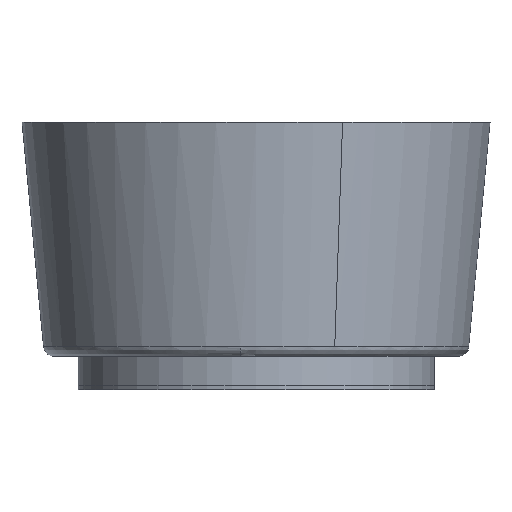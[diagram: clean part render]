
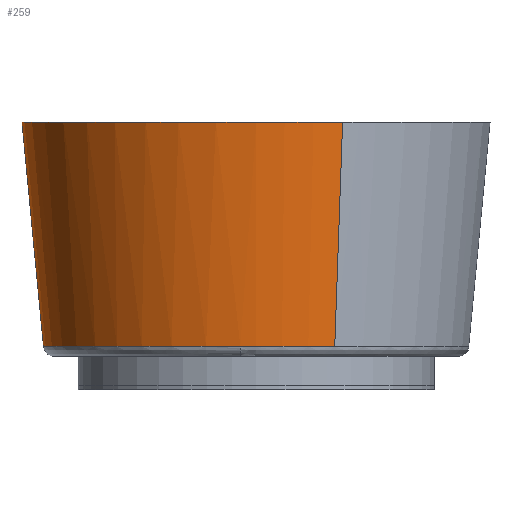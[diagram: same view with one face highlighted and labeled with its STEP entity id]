
A CAD part, left-side view. The second image highlights one B-rep face of the part: STEP entity #259.
In plain terms, the highlighted free-form (B-spline) face has degree [2, 1] with [9, 2] control points.
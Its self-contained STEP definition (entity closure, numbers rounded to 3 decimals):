
#58=CARTESIAN_POINT('',(0.824,-10.468,12.));
#59=VERTEX_POINT('',#58);
#60=CARTESIAN_POINT('',(-9.764,-3.863,12.));
#61=VERTEX_POINT('',#60);
#77=CARTESIAN_POINT('',(-8.874,-3.511,1.953));
#78=VERTEX_POINT('',#77);
#79=CARTESIAN_POINT('',(-8.874,-3.511,1.953));
#80=CARTESIAN_POINT('',(-9.764,-3.863,12.));
#81=QUASI_UNIFORM_CURVE('',1,(#79,#80),.UNSPECIFIED.,.F.,.U.);
#82=EDGE_CURVE('',#78,#61,#81,.T.);
#84=CARTESIAN_POINT('',(0.749,-9.514,1.953));
#85=VERTEX_POINT('',#84);
#101=CARTESIAN_POINT('',(0.749,-9.514,1.953));
#102=CARTESIAN_POINT('',(0.824,-10.468,12.));
#103=QUASI_UNIFORM_CURVE('',1,(#101,#102),.UNSPECIFIED.,.F.,.U.);
#104=EDGE_CURVE('',#85,#59,#103,.T.);
#109=CARTESIAN_POINT('',(0.747,-9.49,1.701));
#110=CARTESIAN_POINT('',(10.237,-8.743,1.701));
#111=CARTESIAN_POINT('',(9.49,0.747,1.701));
#112=CARTESIAN_POINT('',(8.743,10.237,1.701));
#113=CARTESIAN_POINT('',(-0.747,9.49,1.701));
#114=CARTESIAN_POINT('',(-10.237,8.743,1.701));
#115=CARTESIAN_POINT('',(-9.49,-0.747,1.701));
#116=CARTESIAN_POINT('',(-9.378,-2.172,1.701));
#117=CARTESIAN_POINT('',(-8.852,-3.502,1.701));
#118=CARTESIAN_POINT('',(0.826,-10.492,12.257));
#119=CARTESIAN_POINT('',(11.318,-9.666,12.257));
#120=CARTESIAN_POINT('',(10.492,0.826,12.257));
#121=CARTESIAN_POINT('',(9.666,11.318,12.257));
#122=CARTESIAN_POINT('',(-0.826,10.492,12.257));
#123=CARTESIAN_POINT('',(-11.318,9.666,12.257));
#124=CARTESIAN_POINT('',(-10.492,-0.826,12.257));
#125=CARTESIAN_POINT('',(-10.368,-2.402,12.257));
#126=CARTESIAN_POINT('',(-9.786,-3.872,12.257));
#134=(BOUNDED_SURFACE()B_SPLINE_SURFACE(2,1,((#109,#118),(#110,#119),(#111,#120),(#112,#121),(#113,#122),(#114,#123),(#115,#124),(#116,#125),(#117,#126)),.UNSPECIFIED.,.F.,.F.,.U.)B_SPLINE_SURFACE_WITH_KNOTS((3,2,2,2,3),(2,2),(0.0,17.438,34.875,52.313,55.8),(0.0,10.604),.UNSPECIFIED.)GEOMETRIC_REPRESENTATION_ITEM()RATIONAL_B_SPLINE_SURFACE(((1.0,1.0),(0.707,0.707),(1.0,1.0),(0.707,0.707),(1.0,1.0),(0.707,0.707),(1.0,1.0),(0.941,0.941),(0.906,0.906)))REPRESENTATION_ITEM('')SURFACE());
#135=CARTESIAN_POINT('',(-10.5,0.0,12.0));
#136=VERTEX_POINT('',#135);
#137=CARTESIAN_POINT('',(-9.764,-3.863,12.));
#138=CARTESIAN_POINT('',(-10.5,-2.002,12.));
#139=CARTESIAN_POINT('',(-10.5,0.0,12.0));
#147=(BOUNDED_CURVE()B_SPLINE_CURVE(2,(#137,#138,#139),.UNSPECIFIED.,.F.,.U.)B_SPLINE_CURVE_WITH_KNOTS((3,3),(0.938,1.0),.UNSPECIFIED.)CURVE()GEOMETRIC_REPRESENTATION_ITEM()RATIONAL_B_SPLINE_CURVE((0.89,0.927,1.0))REPRESENTATION_ITEM(''));
#148=EDGE_CURVE('',#61,#136,#147,.T.);
#149=ORIENTED_EDGE('',*,*,#148,.T.);
#150=CARTESIAN_POINT('',(10.5,0.0,12.0));
#151=VERTEX_POINT('',#150);
#152=CARTESIAN_POINT('',(-10.5,0.0,12.0));
#153=CARTESIAN_POINT('',(-10.5,10.5,12.0));
#154=CARTESIAN_POINT('',(0.0,10.5,12.0));
#155=CARTESIAN_POINT('',(10.5,10.5,12.0));
#156=CARTESIAN_POINT('',(10.5,0.0,12.0));
#164=(BOUNDED_CURVE()B_SPLINE_CURVE(2,(#152,#153,#154,#155,#156),.UNSPECIFIED.,.F.,.U.)B_SPLINE_CURVE_WITH_KNOTS((3,2,3),(0.0,0.25,0.5),.UNSPECIFIED.)CURVE()GEOMETRIC_REPRESENTATION_ITEM()RATIONAL_B_SPLINE_CURVE((1.0,0.707,1.0,0.707,1.0))REPRESENTATION_ITEM(''));
#165=EDGE_CURVE('',#136,#151,#164,.T.);
#166=ORIENTED_EDGE('',*,*,#165,.T.);
#167=CARTESIAN_POINT('',(10.5,0.0,12.0));
#168=CARTESIAN_POINT('',(10.5,-9.706,12.));
#169=CARTESIAN_POINT('',(0.824,-10.468,12.));
#177=(BOUNDED_CURVE()B_SPLINE_CURVE(2,(#167,#168,#169),.UNSPECIFIED.,.F.,.U.)B_SPLINE_CURVE_WITH_KNOTS((3,3),(0.5,0.736),.UNSPECIFIED.)CURVE()GEOMETRIC_REPRESENTATION_ITEM()RATIONAL_B_SPLINE_CURVE((1.0,0.723,0.97))REPRESENTATION_ITEM(''));
#178=EDGE_CURVE('',#151,#59,#177,.T.);
#179=ORIENTED_EDGE('',*,*,#178,.T.);
#180=ORIENTED_EDGE('',*,*,#104,.F.);
#181=CARTESIAN_POINT('',(9.543,0.0,1.953));
#182=VERTEX_POINT('',#181);
#183=CARTESIAN_POINT('',(9.543,0.0,1.953));
#184=CARTESIAN_POINT('',(9.543,-8.822,1.953));
#185=CARTESIAN_POINT('',(0.749,-9.514,1.953));
#193=(BOUNDED_CURVE()B_SPLINE_CURVE(2,(#183,#184,#185),.UNSPECIFIED.,.F.,.U.)B_SPLINE_CURVE_WITH_KNOTS((3,3),(0.5,0.736),.UNSPECIFIED.)CURVE()GEOMETRIC_REPRESENTATION_ITEM()RATIONAL_B_SPLINE_CURVE((1.0,0.723,0.97))REPRESENTATION_ITEM(''));
#194=EDGE_CURVE('',#182,#85,#193,.T.);
#195=ORIENTED_EDGE('',*,*,#194,.F.);
#196=CARTESIAN_POINT('',(0.719,9.516,1.953));
#197=VERTEX_POINT('',#196);
#198=CARTESIAN_POINT('',(0.719,9.516,1.953));
#199=CARTESIAN_POINT('',(9.543,8.849,1.953));
#200=CARTESIAN_POINT('',(9.543,0.0,1.953));
#208=(BOUNDED_CURVE()B_SPLINE_CURVE(2,(#198,#199,#200),.UNSPECIFIED.,.F.,.U.)B_SPLINE_CURVE_WITH_KNOTS((3,3),(0.263,0.5),.UNSPECIFIED.)CURVE()GEOMETRIC_REPRESENTATION_ITEM()RATIONAL_B_SPLINE_CURVE((0.971,0.722,1.0))REPRESENTATION_ITEM(''));
#209=EDGE_CURVE('',#197,#182,#208,.T.);
#210=ORIENTED_EDGE('',*,*,#209,.F.);
#211=CARTESIAN_POINT('',(-9.516,0.719,1.953));
#212=VERTEX_POINT('',#211);
#213=CARTESIAN_POINT('',(-9.516,0.719,1.953));
#214=CARTESIAN_POINT('',(-8.849,9.543,1.953));
#215=CARTESIAN_POINT('',(0.0,9.543,1.953));
#216=CARTESIAN_POINT('',(0.36,9.543,1.953));
#217=CARTESIAN_POINT('',(0.719,9.516,1.953));
#225=(BOUNDED_CURVE()B_SPLINE_CURVE(2,(#213,#214,#215,#216,#217),.UNSPECIFIED.,.F.,.U.)B_SPLINE_CURVE_WITH_KNOTS((3,2,3),(0.013,0.25,0.263),.UNSPECIFIED.)CURVE()GEOMETRIC_REPRESENTATION_ITEM()RATIONAL_B_SPLINE_CURVE((0.971,0.722,1.0,0.985,0.971))REPRESENTATION_ITEM(''));
#226=EDGE_CURVE('',#212,#197,#225,.T.);
#227=ORIENTED_EDGE('',*,*,#226,.F.);
#228=CARTESIAN_POINT('',(-9.543,0.0,1.953));
#229=VERTEX_POINT('',#228);
#230=CARTESIAN_POINT('',(-9.543,0.0,1.953));
#231=CARTESIAN_POINT('',(-9.543,0.36,1.953));
#232=CARTESIAN_POINT('',(-9.516,0.719,1.953));
#240=(BOUNDED_CURVE()B_SPLINE_CURVE(2,(#230,#231,#232),.UNSPECIFIED.,.F.,.U.)B_SPLINE_CURVE_WITH_KNOTS((3,3),(0.0,0.013),.UNSPECIFIED.)CURVE()GEOMETRIC_REPRESENTATION_ITEM()RATIONAL_B_SPLINE_CURVE((1.0,0.985,0.971))REPRESENTATION_ITEM(''));
#241=EDGE_CURVE('',#229,#212,#240,.T.);
#242=ORIENTED_EDGE('',*,*,#241,.F.);
#243=CARTESIAN_POINT('',(-8.874,-3.511,1.953));
#244=CARTESIAN_POINT('',(-9.543,-1.819,1.953));
#245=CARTESIAN_POINT('',(-9.543,0.0,1.953));
#253=(BOUNDED_CURVE()B_SPLINE_CURVE(2,(#243,#244,#245),.UNSPECIFIED.,.F.,.U.)B_SPLINE_CURVE_WITH_KNOTS((3,3),(0.938,1.0),.UNSPECIFIED.)CURVE()GEOMETRIC_REPRESENTATION_ITEM()RATIONAL_B_SPLINE_CURVE((0.89,0.927,1.0))REPRESENTATION_ITEM(''));
#254=EDGE_CURVE('',#78,#229,#253,.T.);
#255=ORIENTED_EDGE('',*,*,#254,.F.);
#256=ORIENTED_EDGE('',*,*,#82,.T.);
#257=EDGE_LOOP('',(#149,#166,#179,#180,#195,#210,#227,#242,#255,#256));
#258=FACE_OUTER_BOUND('',#257,.T.);
#259=ADVANCED_FACE('',(#258),#134,.T.);
